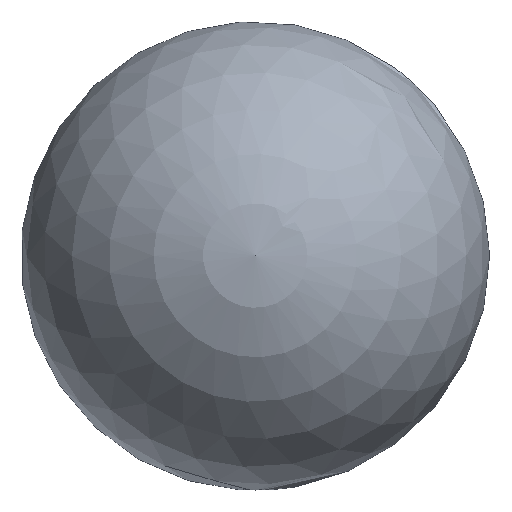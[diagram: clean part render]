
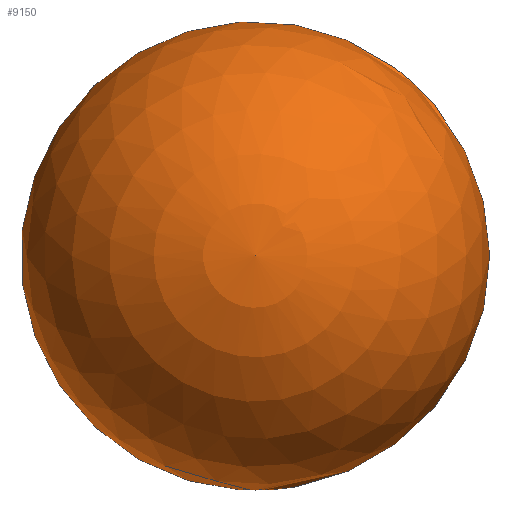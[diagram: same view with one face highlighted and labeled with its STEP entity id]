
A CAD part, top view. The second image highlights one B-rep face of the part: STEP entity #9150.
In plain terms, the highlighted spherical face has radius 75 mm.
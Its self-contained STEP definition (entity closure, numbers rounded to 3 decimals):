
#467 = EDGE_CURVE ( 'NONE', #7230, #7230, #4454, .T. ) ;
#923 = CARTESIAN_POINT ( 'NONE',  ( 0., 75., 0. ) ) ;
#1389 = FACE_OUTER_BOUND ( 'NONE', #8780, .T. ) ;
#4454 = CIRCLE ( 'NONE', #6184, 4.747 ) ;
#6184 = AXIS2_PLACEMENT_3D ( 'NONE', #8622, #9562, #6452 ) ;
#6303 = AXIS2_PLACEMENT_3D ( 'NONE', #923, #12880, #11942 ) ;
#6452 = DIRECTION ( 'NONE',  ( 0., 0., 1. ) ) ;
#7093 = CARTESIAN_POINT ( 'NONE',  ( 0., 0.15, 4.747 ) ) ;
#7230 = VERTEX_POINT ( 'NONE', #7093 ) ;
#7403 = ORIENTED_EDGE ( 'NONE', *, *, #467, .T. ) ;
#8622 = CARTESIAN_POINT ( 'NONE',  ( 0., 0.15, 0. ) ) ;
#8780 = EDGE_LOOP ( 'NONE', ( #7403 ) ) ;
#9150 = ADVANCED_FACE ( 'NONE', ( #1389 ), #12330, .T. ) ;
#9562 = DIRECTION ( 'NONE',  ( 0., 1., 0. ) ) ;
#11942 = DIRECTION ( 'NONE',  ( -1., 0., 0. ) ) ;
#12330 = SPHERICAL_SURFACE ( 'NONE', #6303, 75. ) ;
#12880 = DIRECTION ( 'NONE',  ( 0., 0., -1. ) ) ;
